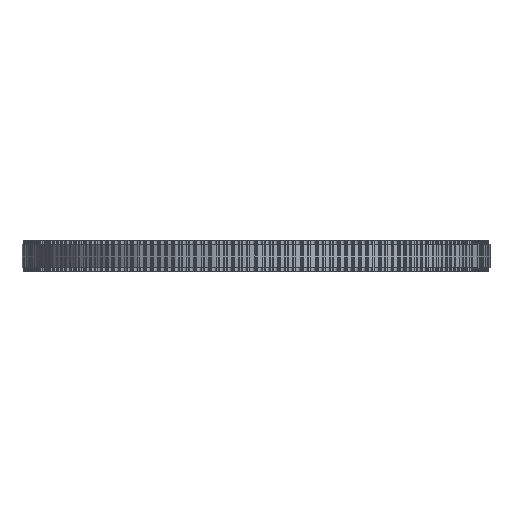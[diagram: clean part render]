
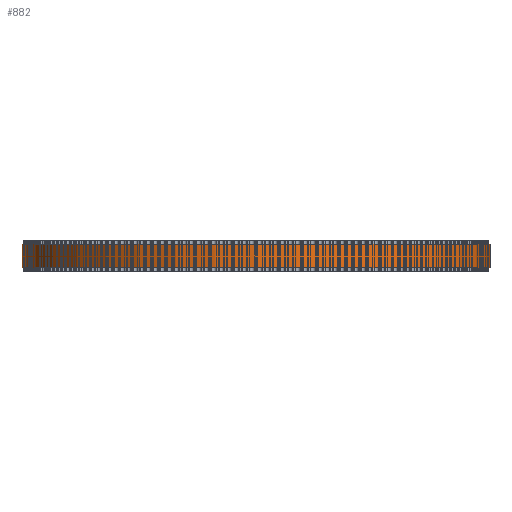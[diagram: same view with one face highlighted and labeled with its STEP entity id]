
A CAD part, front view. The second image highlights one B-rep face of the part: STEP entity #882.
In plain terms, the highlighted cylindrical face has radius 60.479 mm (diameter 120.958 mm), a full revolution.
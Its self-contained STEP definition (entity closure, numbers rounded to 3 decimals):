
#97=FACE_BOUND('',#3168,.T.);
#98=FACE_BOUND('',#3169,.T.);
#882=ADVANCED_FACE('',(#97,#98),#1643,.T.);
#1643=CYLINDRICAL_SURFACE('',#16863,60.479);
#3168=EDGE_LOOP('',(#9250));
#3169=EDGE_LOOP('',(#9251));
#9250=ORIENTED_EDGE('',*,*,#13054,.T.);
#9251=ORIENTED_EDGE('',*,*,#13055,.T.);
#10772=VERTEX_POINT('',#26760);
#10773=VERTEX_POINT('',#26762);
#13054=EDGE_CURVE('',#10772,#10772,#14576,.T.);
#13055=EDGE_CURVE('',#10773,#10773,#14577,.T.);
#14576=CIRCLE('',#16861,60.479);
#14577=CIRCLE('',#16862,60.479);
#16861=AXIS2_PLACEMENT_3D('',#26759,#22190,#22191);
#16862=AXIS2_PLACEMENT_3D('',#26761,#22192,#22193);
#16863=AXIS2_PLACEMENT_3D('',#26763,#22194,#22195);
#22190=DIRECTION('',(0.,0.,1.));
#22191=DIRECTION('',(1.,0.,0.));
#22192=DIRECTION('',(0.,0.,-1.));
#22193=DIRECTION('',(1.,0.,0.));
#22194=DIRECTION('',(0.,0.,1.));
#22195=DIRECTION('',(1.,0.,0.));
#26759=CARTESIAN_POINT('',(0.,0.,1.));
#26760=CARTESIAN_POINT('',(60.479,0.,1.));
#26761=CARTESIAN_POINT('',(0.,0.,7.));
#26762=CARTESIAN_POINT('',(60.479,0.,7.));
#26763=CARTESIAN_POINT('',(0.,0.,1.));
